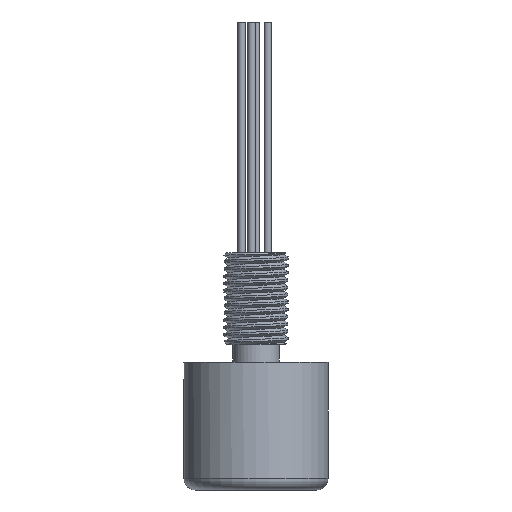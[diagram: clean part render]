
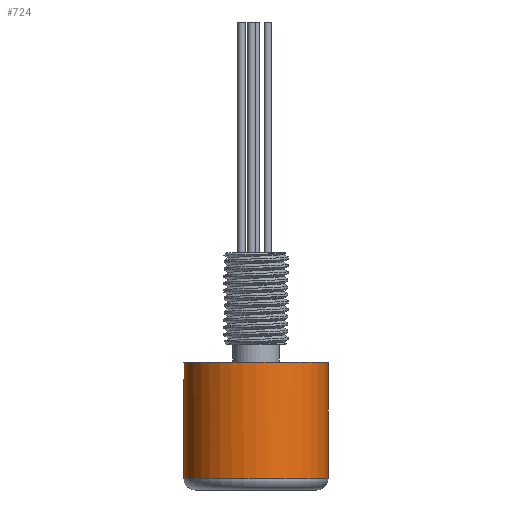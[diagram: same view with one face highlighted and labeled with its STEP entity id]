
A CAD part, left-side view. The second image highlights one B-rep face of the part: STEP entity #724.
In plain terms, the highlighted cylindrical face has radius 12.5 mm (diameter 25 mm), a full revolution.
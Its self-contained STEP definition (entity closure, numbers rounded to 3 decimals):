
#33=LINE($,#3492,#55);
#34=LINE($,#3494,#56);
#35=LINE($,#3495,#57);
#36=LINE($,#3497,#58);
#55=VECTOR($,#1032,17.2);
#56=VECTOR($,#1033,0.201);
#57=VECTOR($,#1034,2.);
#58=VECTOR($,#1037,15.2);
#84=CYLINDRICAL_SURFACE($,#823,12.5);
#116=FACE_BOUND($,#307,.T.);
#141=CIRCLE($,#765,12.5);
#145=CIRCLE($,#777,12.5);
#163=CIRCLE($,#819,12.5);
#230=FACE_OUTER_BOUND($,#306,.T.);
#306=EDGE_LOOP($,(#634,#635,#636,#637,#638,#639,#640,#641));
#307=EDGE_LOOP($,(#642));
#322=B_SPLINE_CURVE_WITH_KNOTS($,3,(#3358,#3359,#3360,#3361,#3362,#3363),
 .UNSPECIFIED.,.F.,.F.,(4,2,4),(0.,0.359,0.718),
 .UNSPECIFIED.);
#323=B_SPLINE_CURVE_WITH_KNOTS($,3,(#3369,#3370,#3371,#3372,#3373,#3374,
#3375,#3376,#3377,#3378,#3379,#3380,#3381,#3382,#3383,#3384,#3385,#3386,
#3387,#3388,#3389,#3390),.UNSPECIFIED.,.F.,.F.,(4,2,2,2,2,2,2,2,2,2,4),
(1.488,1.695,1.902,2.006,2.109,
2.169,2.175,2.182,2.184,2.185,
2.186),.UNSPECIFIED.);
#353=VERTEX_POINT($,#3282);
#356=VERTEX_POINT($,#3300);
#361=VERTEX_POINT($,#3356);
#362=VERTEX_POINT($,#3357);
#363=VERTEX_POINT($,#3367);
#364=VERTEX_POINT($,#3368);
#382=VERTEX_POINT($,#3487);
#383=VERTEX_POINT($,#3491);
#384=VERTEX_POINT($,#3493);
#427=EDGE_CURVE($,#356,#353,#141,.T.);
#439=EDGE_CURVE($,#361,#362,#322,.F.);
#442=EDGE_CURVE($,#363,#364,#323,.F.);
#447=EDGE_CURVE($,#364,#361,#145,.T.);
#466=EDGE_CURVE($,#382,#382,#163,.T.);
#467=EDGE_CURVE($,#383,#353,#33,.T.);
#468=EDGE_CURVE($,#383,#384,#34,.T.);
#469=EDGE_CURVE($,#363,#384,#35,.T.);
#470=EDGE_CURVE($,#356,#362,#36,.T.);
#634=ORIENTED_EDGE($,*,*,#427,.F.);
#635=ORIENTED_EDGE($,*,*,#470,.T.);
#636=ORIENTED_EDGE($,*,*,#439,.F.);
#637=ORIENTED_EDGE($,*,*,#447,.F.);
#638=ORIENTED_EDGE($,*,*,#442,.F.);
#639=ORIENTED_EDGE($,*,*,#469,.T.);
#640=ORIENTED_EDGE($,*,*,#468,.F.);
#641=ORIENTED_EDGE($,*,*,#467,.T.);
#642=ORIENTED_EDGE($,*,*,#466,.T.);
#724=ADVANCED_FACE($,(#230,#116),#84,.T.);
#765=AXIS2_PLACEMENT_3D($,#3302,#906,#907);
#777=AXIS2_PLACEMENT_3D($,#3398,#942,#943);
#819=AXIS2_PLACEMENT_3D($,#3488,#1026,#1027);
#823=AXIS2_PLACEMENT_3D($,#3498,#1038,#1039);
#906=DIRECTION('center_axis',(0.,0.,-1.));
#907=DIRECTION('ref_axis',(-1.,-0.004,0.));
#942=DIRECTION('center_axis',(0.,0.,-1.));
#943=DIRECTION('ref_axis',(-1.,0.,0.));
#1026=DIRECTION('center_axis',(0.,0.,-1.));
#1027=DIRECTION('ref_axis',(-1.,0.,0.));
#1032=DIRECTION($,(0.,0.,-1.));
#1033=DIRECTION($,(1.,0.,0.));
#1034=DIRECTION($,(0.,0.,1.));
#1037=DIRECTION($,(0.,0.,1.));
#1038=DIRECTION('center_axis',(0.,0.,1.));
#1039=DIRECTION('ref_axis',(0.008,1.,0.));
#3282=CARTESIAN_POINT('',(-0.1,12.5,-7.6));
#3300=CARTESIAN_POINT('',(0.,-12.5,-7.6));
#3302=CARTESIAN_POINT('Origin',(0.,0.,-7.6));
#3356=CARTESIAN_POINT('',(6.782,-10.5,9.6));
#3357=CARTESIAN_POINT('',(0.,-12.5,7.6));
#3358=CARTESIAN_POINT('Ctrl Pts',(0.,-12.5,7.6));
#3359=CARTESIAN_POINT('Ctrl Pts',(1.111,-12.5,8.044));
#3360=CARTESIAN_POINT('Ctrl Pts',(2.314,-12.344,8.53));
#3361=CARTESIAN_POINT('Ctrl Pts',(4.649,-11.667,9.304));
#3362=CARTESIAN_POINT('Ctrl Pts',(5.778,-11.149,9.6));
#3363=CARTESIAN_POINT('Ctrl Pts',(6.782,-10.5,9.6));
#3367=CARTESIAN_POINT('',(0.1,12.5,7.6));
#3368=CARTESIAN_POINT('',(6.783,10.5,9.6));
#3369=CARTESIAN_POINT('Ctrl Pts',(6.783,10.5,9.6));
#3370=CARTESIAN_POINT('Ctrl Pts',(6.203,10.875,9.6));
#3371=CARTESIAN_POINT('Ctrl Pts',(5.547,11.226,9.493));
#3372=CARTESIAN_POINT('Ctrl Pts',(4.201,11.796,9.159));
#3373=CARTESIAN_POINT('Ctrl Pts',(3.511,12.015,8.933));
#3374=CARTESIAN_POINT('Ctrl Pts',(2.558,12.24,8.595));
#3375=CARTESIAN_POINT('Ctrl Pts',(2.209,12.308,8.465));
#3376=CARTESIAN_POINT('Ctrl Pts',(1.508,12.414,8.197));
#3377=CARTESIAN_POINT('Ctrl Pts',(1.157,12.45,8.059));
#3378=CARTESIAN_POINT('Ctrl Pts',(0.654,12.484,7.858));
#3379=CARTESIAN_POINT('Ctrl Pts',(0.431,12.494,7.771));
#3380=CARTESIAN_POINT('Ctrl Pts',(0.229,12.498,7.682));
#3381=CARTESIAN_POINT('Ctrl Pts',(0.207,12.498,7.673));
#3382=CARTESIAN_POINT('Ctrl Pts',(0.164,12.499,7.652));
#3383=CARTESIAN_POINT('Ctrl Pts',(0.142,12.499,7.641));
#3384=CARTESIAN_POINT('Ctrl Pts',(0.119,12.499,7.625));
#3385=CARTESIAN_POINT('Ctrl Pts',(0.113,12.499,7.621));
#3386=CARTESIAN_POINT('Ctrl Pts',(0.106,12.5,7.614));
#3387=CARTESIAN_POINT('Ctrl Pts',(0.104,12.5,7.612));
#3388=CARTESIAN_POINT('Ctrl Pts',(0.101,12.5,7.606));
#3389=CARTESIAN_POINT('Ctrl Pts',(0.1,12.5,7.603));
#3390=CARTESIAN_POINT('Ctrl Pts',(0.1,12.5,7.6));
#3398=CARTESIAN_POINT('Origin',(0.,0.,9.6));
#3487=CARTESIAN_POINT('',(12.5,0.,12.6));
#3488=CARTESIAN_POINT('Origin',(0.,0.,12.6));
#3491=CARTESIAN_POINT('',(-0.1,12.5,9.6));
#3492=CARTESIAN_POINT($,(-0.1,12.5,0.));
#3493=CARTESIAN_POINT('',(0.1,12.5,9.6));
#3494=CARTESIAN_POINT($,(33.5,12.5,9.6));
#3495=CARTESIAN_POINT($,(0.1,12.5,0.));
#3497=CARTESIAN_POINT($,(0.,-12.5,0.));
#3498=CARTESIAN_POINT('Origin',(0.,0.,0.));
